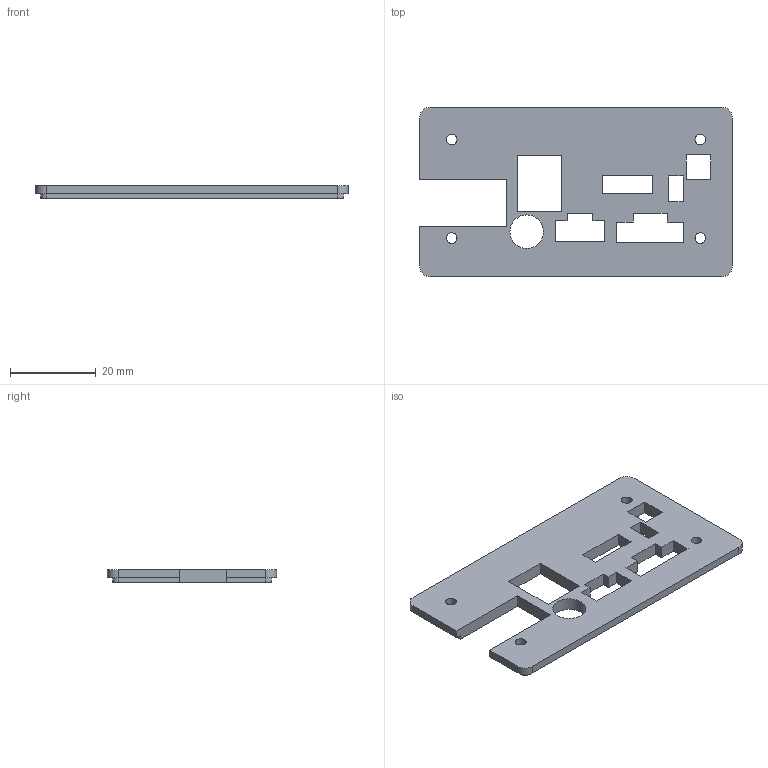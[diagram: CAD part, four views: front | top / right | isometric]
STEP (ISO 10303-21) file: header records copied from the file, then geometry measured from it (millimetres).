
FILE_DESCRIPTION(('FreeCAD Model'),'2;1');
FILE_NAME('Open CASCADE Shape Model','2024-03-08T21:41:17',(''),(''), 'Open CASCADE STEP processor 7.6','FreeCAD','Unknown');
FILE_SCHEMA(('AUTOMOTIVE_DESIGN { 1 0 10303 214 1 1 1 1 }'));
Length unit declared in the file: millimetre
Products named in the file (1): lid
Bounding box: 73 x 39.5 x 3 mm (x, y, z)
Volume: 6290.9 mm3; surface area: 5928.5 mm2
Topology: 1 solids, 1 shells, 61 faces, 177 edges, 118 vertices
Faces by surface type: plane 48, cylinder 13
Full cylindrical faces by diameter (mm): 2.5 x4, 7.832 x1
Entity records: 2065 total; most frequent: CARTESIAN_POINT 357, ORIENTED_EDGE 354, DIRECTION 327, EDGE_CURVE 177, LINE 151, VECTOR 151, VERTEX_POINT 118, AXIS2_PLACEMENT_3D 88
